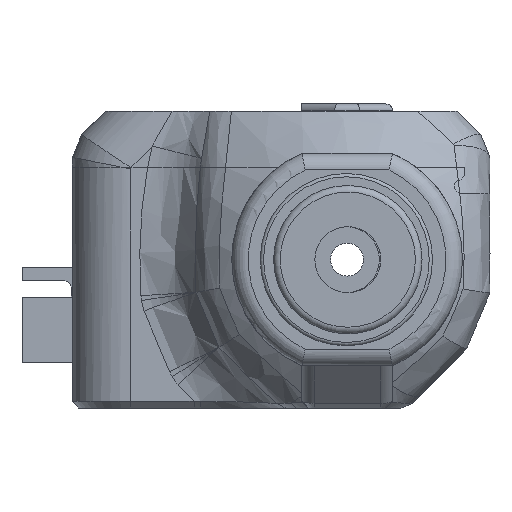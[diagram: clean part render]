
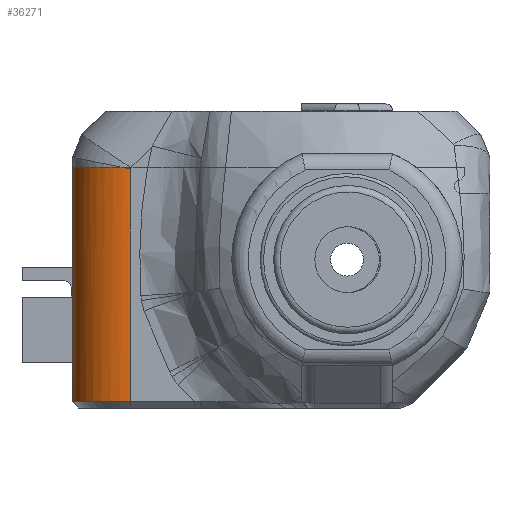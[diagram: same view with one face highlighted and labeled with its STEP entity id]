
A CAD part, front view. The second image highlights one B-rep face of the part: STEP entity #36271.
In plain terms, the highlighted cylindrical face has radius 3.5 mm (diameter 7 mm), a partial arc.
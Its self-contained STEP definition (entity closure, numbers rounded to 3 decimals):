
#1874=ELLIPSE('',#38680,3.569,3.5);
#4397=CYLINDRICAL_SURFACE('',#38679,3.5);
#6039=FACE_OUTER_BOUND('',#8129,.T.);
#8129=EDGE_LOOP('',(#32539,#32540,#32541,#32542,#32543));
#11265=LINE('',#61542,#14601);
#11381=LINE('',#62652,#14717);
#14601=VECTOR('',#45543,10.);
#14717=VECTOR('',#45813,10.);
#15524=CIRCLE('',#38567,3.5);
#15564=CIRCLE('',#38663,3.5);
#18304=VERTEX_POINT('',#61303);
#18305=VERTEX_POINT('',#61305);
#18388=VERTEX_POINT('',#61540);
#18483=VERTEX_POINT('',#62140);
#18513=VERTEX_POINT('',#62651);
#23012=EDGE_CURVE('',#18305,#18304,#15524,.T.);
#23115=EDGE_CURVE('',#18304,#18388,#11265,.T.);
#23250=EDGE_CURVE('',#18483,#18388,#15564,.T.);
#23310=EDGE_CURVE('',#18483,#18513,#11381,.T.);
#23311=EDGE_CURVE('',#18513,#18305,#1874,.T.);
#32539=ORIENTED_EDGE('',*,*,#23250,.F.);
#32540=ORIENTED_EDGE('',*,*,#23310,.T.);
#32541=ORIENTED_EDGE('',*,*,#23311,.T.);
#32542=ORIENTED_EDGE('',*,*,#23012,.T.);
#32543=ORIENTED_EDGE('',*,*,#23115,.T.);
#36271=ADVANCED_FACE('',(#6039),#4397,.T.);
#38567=AXIS2_PLACEMENT_3D('',#61306,#45396,#45397);
#38663=AXIS2_PLACEMENT_3D('',#62142,#45756,#45757);
#38679=AXIS2_PLACEMENT_3D('',#62650,#45811,#45812);
#38680=AXIS2_PLACEMENT_3D('',#62653,#45814,#45815);
#45396=DIRECTION('center_axis',(0.,0.,-1.));
#45397=DIRECTION('ref_axis',(-0.707,-0.707,0.));
#45543=DIRECTION('',(0.,0.,-1.));
#45756=DIRECTION('center_axis',(0.,0.,-1.));
#45757=DIRECTION('ref_axis',(-0.707,-0.707,0.));
#45811=DIRECTION('center_axis',(0.,0.,-1.));
#45812=DIRECTION('ref_axis',(-0.707,-0.707,0.));
#45813=DIRECTION('',(0.,0.,1.));
#45814=DIRECTION('center_axis',(-0.195,0.,
-0.981));
#45815=DIRECTION('ref_axis',(-0.981,0.,0.195));
#61303=CARTESIAN_POINT('',(-16.656,2.572,5.6));
#61305=CARTESIAN_POINT('',(-13.642,-0.894,5.6));
#61306=CARTESIAN_POINT('Origin',(-13.156,2.572,5.6));
#61540=CARTESIAN_POINT('',(-16.656,2.572,-8.6));
#61542=CARTESIAN_POINT('',(-16.656,2.572,-4.5));
#62140=CARTESIAN_POINT('',(-13.156,-0.928,-8.6));
#62142=CARTESIAN_POINT('Origin',(-13.156,2.572,-8.6));
#62650=CARTESIAN_POINT('Origin',(-13.156,2.572,-4.5));
#62651=CARTESIAN_POINT('',(-13.156,-0.928,5.504));
#62652=CARTESIAN_POINT('',(-13.156,-0.928,-4.5));
#62653=CARTESIAN_POINT('Origin',(-13.156,2.572,5.504));
